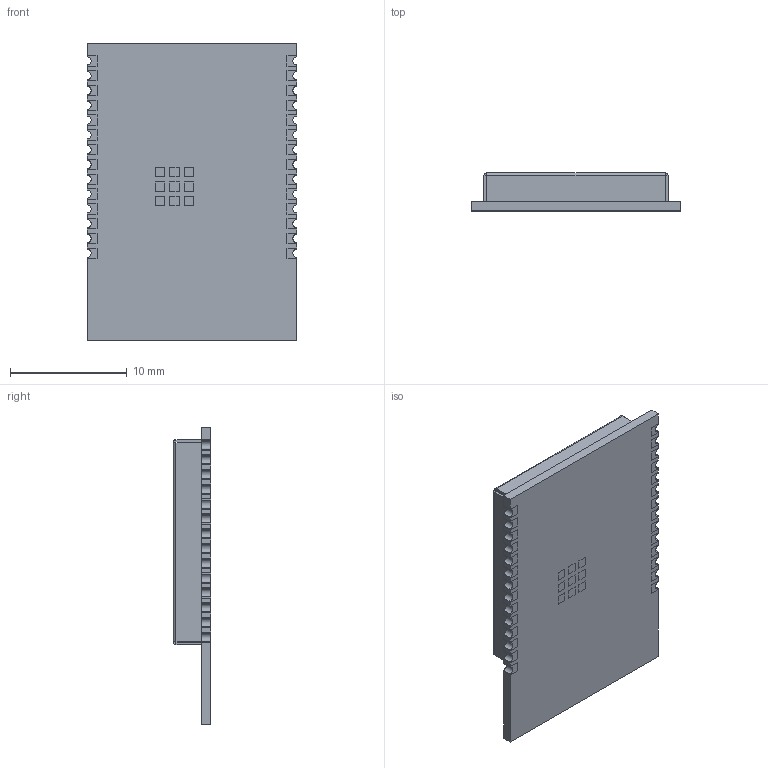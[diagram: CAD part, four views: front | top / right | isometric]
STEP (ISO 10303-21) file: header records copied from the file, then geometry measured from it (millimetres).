
FILE_DESCRIPTION (( 'STEP AP214' ), '1' );
FILE_NAME ('ESP32-C6-WROOM-1-N8.STEP', '2025-01-30T08:05:53', ( '' ), ( '' ), 'SwSTEP 2.0', 'SolidWorks 2021', '' );
FILE_SCHEMA (( 'AUTOMOTIVE_DESIGN' ));
Length unit declared in the file: millimetre
Products named in the file (1): ESP32-C6-WROOM-1-N8
Bounding box: 18 x 3.25 x 25.5 mm (x, y, z)
Volume: 446.7 mm3; surface area: 1989.2 mm2
Topology: 39 solids, 39 shells, 594 faces, 1514 edges, 1008 vertices
Faces by surface type: plane 548, cylinder 38, bspline 8
Entity records: 18189 total; most frequent: CARTESIAN_POINT 3365, ORIENTED_EDGE 3028, DIRECTION 2732, EDGE_CURVE 1514, VECTOR 1438, LINE 1438, VERTEX_POINT 1008, AXIS2_PLACEMENT_3D 647
